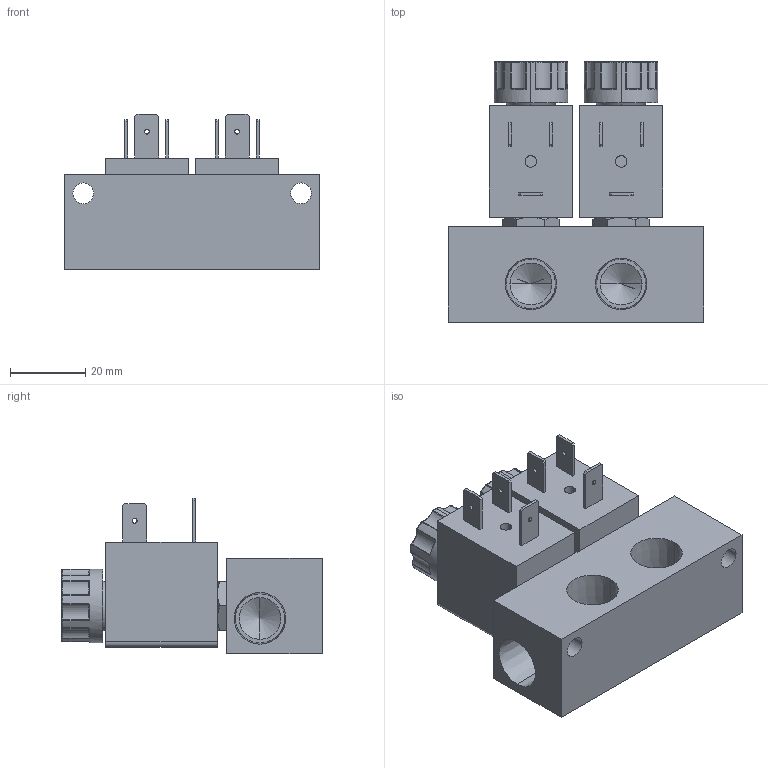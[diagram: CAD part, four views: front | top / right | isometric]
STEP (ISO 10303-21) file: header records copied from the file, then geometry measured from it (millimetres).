
FILE_DESCRIPTION (( 'STEP AP203' ), '1' );
FILE_NAME ('SC921YH16VDBA5.step', '2025-12-15T21:02:46', ( '' ), ( '' ), 'SwSTEP 2.0', 'SolidWorks 2024', '' );
FILE_SCHEMA (( 'CONFIG_CONTROL_DESIGN' ));
Length unit declared in the file: inch
Products named in the file (1): SC921YH16VDBA5
Bounding box: 68 x 69.23 x 41.33 mm (x, y, z)
Volume: 79201.4 mm3; surface area: 22300.9 mm2
Topology: 1 solids, 1 shells, 446 faces, 1052 edges, 580 vertices
Faces by surface type: bspline 226, plane 100, cylinder 96, cone 24
Entity records: 15549 total; most frequent: CARTESIAN_POINT 6655, ORIENTED_EDGE 2000, DIRECTION 1652, EDGE_CURVE 1000, AXIS2_PLACEMENT_3D 673, VERTEX_POINT 580, EDGE_LOOP 486, CIRCLE 452
